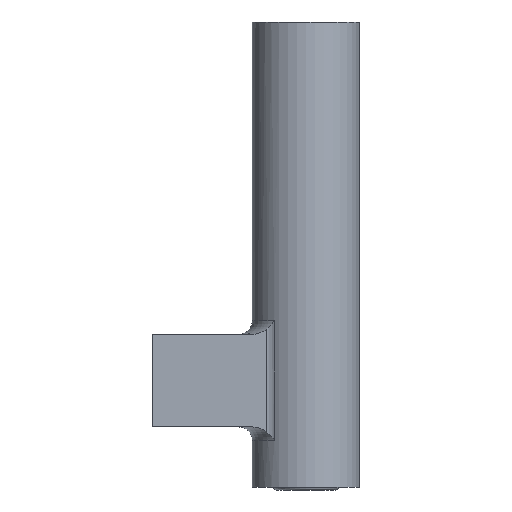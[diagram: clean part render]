
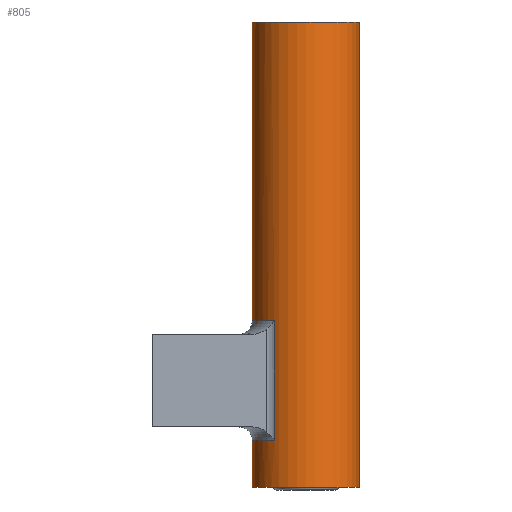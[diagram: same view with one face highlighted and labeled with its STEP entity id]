
A CAD part, front view. The second image highlights one B-rep face of the part: STEP entity #805.
In plain terms, the highlighted cylindrical face has radius 19.8 mm (diameter 39.6 mm), a partial arc.
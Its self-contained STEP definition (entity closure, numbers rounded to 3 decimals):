
#6 = VECTOR ( 'NONE', #697, 1000. ) ;
#13 = VECTOR ( 'NONE', #121, 1000. ) ;
#16 = DIRECTION ( 'NONE',  ( -1., 0., 0. ) ) ;
#26 = ORIENTED_EDGE ( 'NONE', *, *, #706, .F. ) ;
#29 = AXIS2_PLACEMENT_3D ( 'NONE', #363, #642, #297 ) ;
#38 = CARTESIAN_POINT ( 'NONE',  ( 0., 0., -114.512 ) ) ;
#43 = DIRECTION ( 'NONE',  ( 0., 0., 1. ) ) ;
#46 = ORIENTED_EDGE ( 'NONE', *, *, #260, .T. ) ;
#52 = VERTEX_POINT ( 'NONE', #605 ) ;
#72 = CARTESIAN_POINT ( 'NONE',  ( -19.8, 0., -114.512 ) ) ;
#81 = CARTESIAN_POINT ( 'NONE',  ( -11.602, -16.045, -54.919 ) ) ;
#85 = CARTESIAN_POINT ( 'NONE',  ( -11.602, -16.045, -114.512 ) ) ;
#105 = EDGE_CURVE ( 'NONE', #413, #802, #857, .T. ) ;
#109 = ORIENTED_EDGE ( 'NONE', *, *, #680, .F. ) ;
#118 = ORIENTED_EDGE ( 'NONE', *, *, #751, .F. ) ;
#121 = DIRECTION ( 'NONE',  ( 0., 0., 1. ) ) ;
#127 = EDGE_CURVE ( 'NONE', #52, #802, #465, .T. ) ;
#138 = CARTESIAN_POINT ( 'NONE',  ( -11.602, -16.045, -99.192 ) ) ;
#141 = AXIS2_PLACEMENT_3D ( 'NONE', #38, #43, #242 ) ;
#150 = DIRECTION ( 'NONE',  ( -1., 0., 0. ) ) ;
#160 = CARTESIAN_POINT ( 'NONE',  ( 0., 0., -99.192 ) ) ;
#190 = ORIENTED_EDGE ( 'NONE', *, *, #314, .T. ) ;
#193 = CARTESIAN_POINT ( 'NONE',  ( 19.8, 0., -114.512 ) ) ;
#225 = LINE ( 'NONE', #85, #544 ) ;
#242 = DIRECTION ( 'NONE',  ( 1., 0., 0. ) ) ;
#249 = CYLINDRICAL_SURFACE ( 'NONE', #141, 19.8 ) ;
#260 = EDGE_CURVE ( 'NONE', #606, #724, #571, .T. ) ;
#291 = CARTESIAN_POINT ( 'NONE',  ( 19.8, 0., 55.488 ) ) ;
#297 = DIRECTION ( 'NONE',  ( 1., 0., 0. ) ) ;
#305 = EDGE_LOOP ( 'NONE', ( #109, #26, #345, #787, #118, #190, #351, #46 ) ) ;
#314 = EDGE_CURVE ( 'NONE', #812, #441, #503, .T. ) ;
#319 = DIRECTION ( 'NONE',  ( 0., 0., 1. ) ) ;
#325 = EDGE_CURVE ( 'NONE', #441, #606, #225, .T. ) ;
#327 = VERTEX_POINT ( 'NONE', #577 ) ;
#345 = ORIENTED_EDGE ( 'NONE', *, *, #127, .T. ) ;
#351 = ORIENTED_EDGE ( 'NONE', *, *, #325, .T. ) ;
#358 = DIRECTION ( 'NONE',  ( 0., 0., -1. ) ) ;
#363 = CARTESIAN_POINT ( 'NONE',  ( 0., 0., -54.919 ) ) ;
#365 = LINE ( 'NONE', #512, #6 ) ;
#371 = DIRECTION ( 'NONE',  ( 0., 0., -1. ) ) ;
#413 = VERTEX_POINT ( 'NONE', #785 ) ;
#423 = DIRECTION ( 'NONE',  ( 0., 0., 1. ) ) ;
#432 = VECTOR ( 'NONE', #423, 1000. ) ;
#440 = AXIS2_PLACEMENT_3D ( 'NONE', #160, #723, #16 ) ;
#441 = VERTEX_POINT ( 'NONE', #81 ) ;
#465 = LINE ( 'NONE', #193, #13 ) ;
#480 = CIRCLE ( 'NONE', #563, 19.8 ) ;
#503 = CIRCLE ( 'NONE', #29, 19.8 ) ;
#512 = CARTESIAN_POINT ( 'NONE',  ( -19.8, 0., -114.512 ) ) ;
#544 = VECTOR ( 'NONE', #358, 1000. ) ;
#563 = AXIS2_PLACEMENT_3D ( 'NONE', #632, #371, #150 ) ;
#571 = CIRCLE ( 'NONE', #440, 19.8 ) ;
#576 = CARTESIAN_POINT ( 'NONE',  ( -19.8, 0., -99.192 ) ) ;
#577 = CARTESIAN_POINT ( 'NONE',  ( -19.8, 0., -116.512 ) ) ;
#582 = CARTESIAN_POINT ( 'NONE',  ( -19.8, 0., -54.919 ) ) ;
#605 = CARTESIAN_POINT ( 'NONE',  ( 19.8, 0., -116.512 ) ) ;
#606 = VERTEX_POINT ( 'NONE', #138 ) ;
#632 = CARTESIAN_POINT ( 'NONE',  ( 0., 0., -116.512 ) ) ;
#642 = DIRECTION ( 'NONE',  ( 0., 0., 1. ) ) ;
#664 = FACE_OUTER_BOUND ( 'NONE', #305, .T. ) ;
#680 = EDGE_CURVE ( 'NONE', #327, #724, #836, .T. ) ;
#697 = DIRECTION ( 'NONE',  ( 0., 0., 1. ) ) ;
#706 = EDGE_CURVE ( 'NONE', #52, #327, #480, .T. ) ;
#723 = DIRECTION ( 'NONE',  ( 0., 0., -1. ) ) ;
#724 = VERTEX_POINT ( 'NONE', #576 ) ;
#745 = CARTESIAN_POINT ( 'NONE',  ( 0., 0., 55.488 ) ) ;
#751 = EDGE_CURVE ( 'NONE', #812, #413, #365, .T. ) ;
#785 = CARTESIAN_POINT ( 'NONE',  ( -19.8, 0., 55.488 ) ) ;
#787 = ORIENTED_EDGE ( 'NONE', *, *, #105, .F. ) ;
#802 = VERTEX_POINT ( 'NONE', #291 ) ;
#805 = ADVANCED_FACE ( 'NONE', ( #664 ), #249, .T. ) ;
#812 = VERTEX_POINT ( 'NONE', #582 ) ;
#817 = AXIS2_PLACEMENT_3D ( 'NONE', #745, #319, #820 ) ;
#820 = DIRECTION ( 'NONE',  ( 1., 0., 0. ) ) ;
#836 = LINE ( 'NONE', #72, #432 ) ;
#857 = CIRCLE ( 'NONE', #817, 19.8 ) ;
